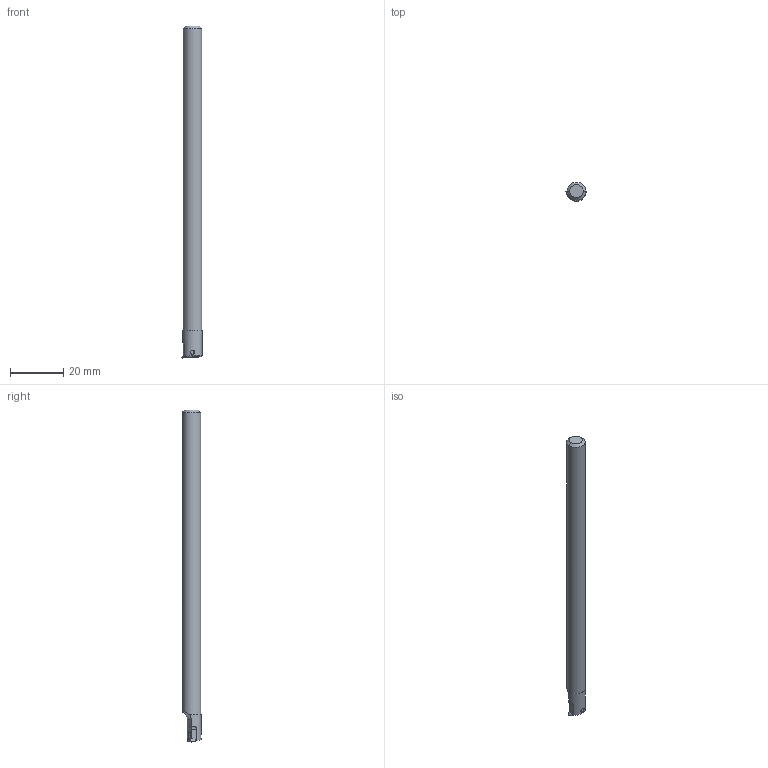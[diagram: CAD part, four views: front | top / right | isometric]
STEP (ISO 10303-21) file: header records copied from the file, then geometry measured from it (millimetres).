
FILE_DESCRIPTION(/* description */ (''),/* implementation_level */ '2;1');
FILE_NAME(/* name */ 'C07KSTUCR06_MR0_2.stp',/* time_stamp */ '2023-02-09T11:56:49+09:00',/* author */ (''),/* organization */ (''),/* preprocessor_version */ 'ST-DEVELOPER v16',/* originating_system */ 'SIEMENS PLM Software NX 10.0',/* authorisation */ '');
FILE_SCHEMA (('AUTOMOTIVE_DESIGN { 1 0 10303 214 3 1 1 1 }'));
Length unit declared in the file: millimetre
Products named in the file (1): C07KSTUCR06_MR0_2_ASM
Bounding box: 7.6 x 6.8 x 125 mm (x, y, z)
Volume: 4584.2 mm3; surface area: 2870 mm2
Topology: 2 solids, 2 shells, 72 faces, 223 edges, 163 vertices
Faces by surface type: cylinder 30, plane 23, cone 13, torus 4, sphere 2
Entity records: 3047 total; most frequent: CARTESIAN_POINT 891, DIRECTION 455, ORIENTED_EDGE 430, EDGE_CURVE 215, AXIS2_PLACEMENT_3D 184, VERTEX_POINT 150, CIRCLE 97, LINE 87
